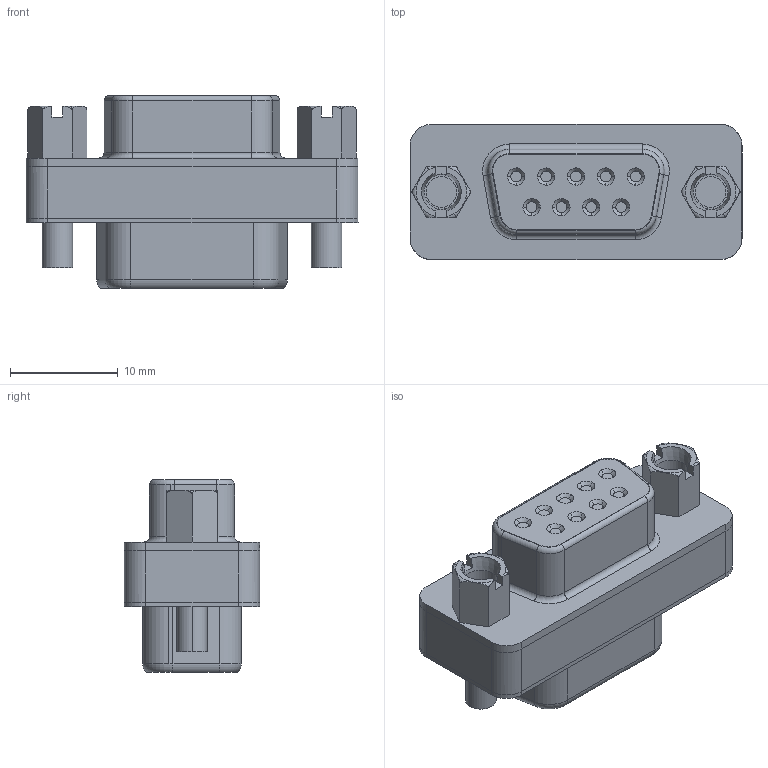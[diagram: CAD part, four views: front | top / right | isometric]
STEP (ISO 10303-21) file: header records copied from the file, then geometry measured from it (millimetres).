
FILE_DESCRIPTION(('CATIA V5 STEP Exchange','CAx-IF Rec.Pracs.--- Model Styling and Organization---1.4--- 2014-01-23'),'2;1');
FILE_NAME ('013616-2_1', '2019-10-18T05:43:40+00:00', ('none'), ('Weidmueller'), 'CATIA Version 5-6 Release 2016 SP3 HF44', 'CATIA V5 STEP AP214', 'none');
FILE_SCHEMA(('AUTOMOTIVE_DESIGN { 1 0 10303 214 1 1 1 1 }'));
Length unit declared in the file: millimetre
Products named in the file (1): 1450850000
Bounding box: 30.81 x 12.55 x 17.9 mm (x, y, z)
Volume: 3784.9 mm3; surface area: 6334.4 mm2
Topology: 19 solids, 19 shells, 952 faces, 2475 edges, 1556 vertices
Faces by surface type: cylinder 408, plane 290, cone 166, torus 36, sphere 36, extrusion 12, bspline 4
Entity records: 34597 total; most frequent: CARTESIAN_POINT 13374, ORIENTED_EDGE 4878, DIRECTION 3347, EDGE_CURVE 2439, VERTEX_POINT 1556, AXIS2_PLACEMENT_3D 1538, EDGE_LOOP 1077, ADVANCED_FACE 952
